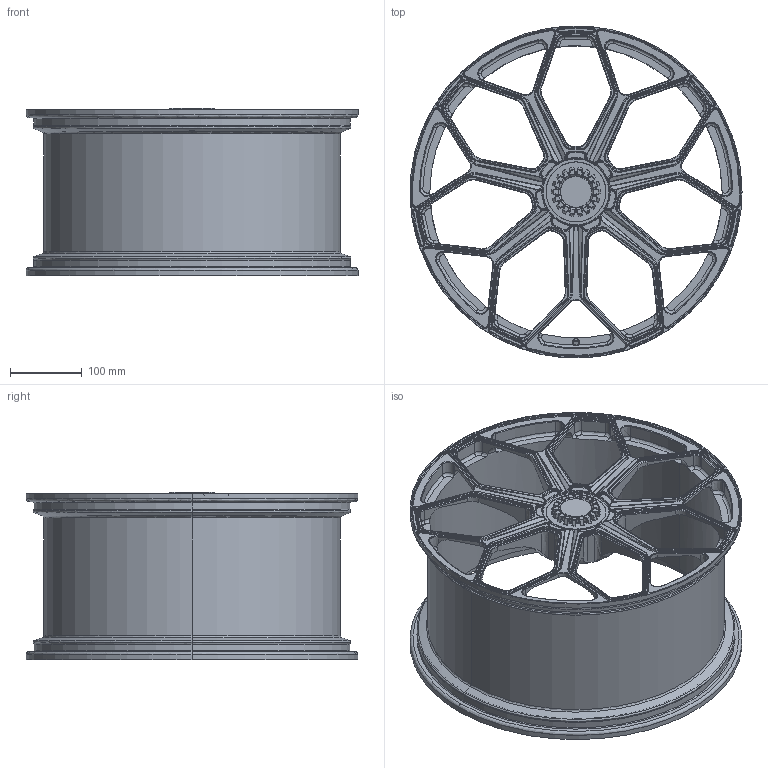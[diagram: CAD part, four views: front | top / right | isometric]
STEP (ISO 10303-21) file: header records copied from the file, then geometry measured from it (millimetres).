
FILE_DESCRIPTION(('FreeCAD Model'),'2;1');
FILE_NAME('Open CASCADE Shape Model','2025-05-04T15:27:51',('FreeCAD'),( 'FreeCAD'),'Open CASCADE STEP processor 7.6','FreeCAD','Unknown');
FILE_SCHEMA(('AUTOMOTIVE_DESIGN { 1 0 10303 214 1 1 1 1 }'));
Products named in the file (1): Open CASCADE STEP translator 7.6 1
Bounding box: 463.4 x 462.83 x 233.73 mm (x, y, z)
Volume: 2241700.5 mm3; surface area: 908379.6 mm2
Topology: 3 solids, 3 shells, 2146 faces, 5070 edges, 2956 vertices
Faces by surface type: bspline 2146
Entity records: 75128 total; most frequent: CARTESIAN_POINT 47731, ORIENTED_EDGE 10116, EDGE_CURVE 5058, VERTEX_POINT 2956, B_SPLINE_CURVE_WITH_KNOTS 2348, FACE_BOUND 2218, EDGE_LOOP 2218, ADVANCED_FACE 2146
